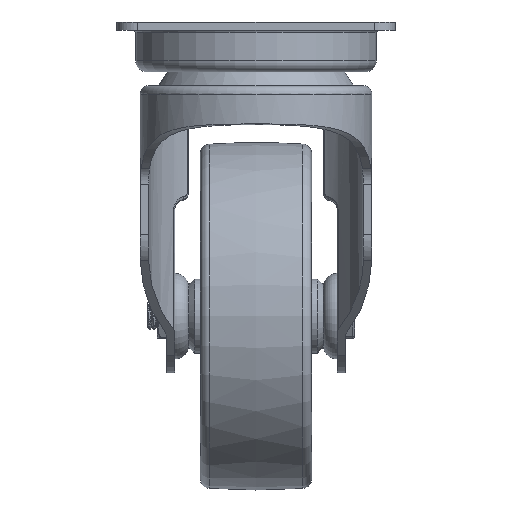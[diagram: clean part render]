
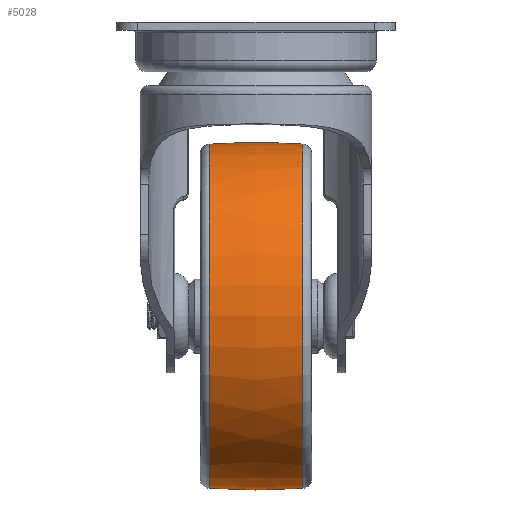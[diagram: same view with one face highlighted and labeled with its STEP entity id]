
A CAD part, left-side view. The second image highlights one B-rep face of the part: STEP entity #5028.
In plain terms, the highlighted free-form (B-spline) face has degree [2, 2] with [3, 9] control points.
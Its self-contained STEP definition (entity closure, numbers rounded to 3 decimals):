
#19=(
BOUNDED_SURFACE()
B_SPLINE_SURFACE(2,2,((#11619,#11620,#11621,#11622,#11623,#11624,#11625,
#11626,#11627),(#11628,#11629,#11630,#11631,#11632,#11633,#11634,#11635,
#11636),(#11637,#11638,#11639,#11640,#11641,#11642,#11643,#11644,#11645)),
 .UNSPECIFIED.,.F.,.T.,.F.)
B_SPLINE_SURFACE_WITH_KNOTS((3,3),(3,2,2,2,3),(-0.071,0.07),
(-3.142,-1.571,0.,1.571,3.142),
 .UNSPECIFIED.)
GEOMETRIC_REPRESENTATION_ITEM()
RATIONAL_B_SPLINE_SURFACE(((1.,0.707,1.,0.707,1.,
0.707,1.,0.707,1.),(0.998,0.705,
0.998,0.705,0.998,0.705,
0.998,0.705,0.998),(1.,0.707,
1.,0.707,1.,0.707,1.,0.707,1.)))
REPRESENTATION_ITEM('')
SURFACE()
);
#677=FACE_OUTER_BOUND('',#1026,.T.);
#1026=EDGE_LOOP('',(#3943,#3944,#3945,#3946));
#1823=CIRCLE('',#5604,37.151);
#1824=CIRCLE('',#5605,144.234);
#1825=CIRCLE('',#5606,37.135);
#2220=VERTEX_POINT('',#11616);
#2221=VERTEX_POINT('',#11646);
#2829=EDGE_CURVE('',#2220,#2220,#1823,.T.);
#2830=EDGE_CURVE('',#2220,#2221,#1824,.T.);
#2831=EDGE_CURVE('',#2221,#2221,#1825,.T.);
#3943=ORIENTED_EDGE('',*,*,#2829,.F.);
#3944=ORIENTED_EDGE('',*,*,#2830,.T.);
#3945=ORIENTED_EDGE('',*,*,#2831,.T.);
#3946=ORIENTED_EDGE('',*,*,#2830,.F.);
#5028=ADVANCED_FACE('',(#677),#19,.F.);
#5604=AXIS2_PLACEMENT_3D('',#11618,#6730,#6731);
#5605=AXIS2_PLACEMENT_3D('',#11647,#6732,#6733);
#5606=AXIS2_PLACEMENT_3D('',#11648,#6734,#6735);
#6730=DIRECTION('center_axis',(0.,-1.,0.));
#6731=DIRECTION('ref_axis',(0.,0.,1.));
#6732=DIRECTION('center_axis',(-1.,0.,0.));
#6733=DIRECTION('ref_axis',(0.,0.,1.));
#6734=DIRECTION('center_axis',(0.,-1.,0.));
#6735=DIRECTION('ref_axis',(0.,0.,1.));
#11616=CARTESIAN_POINT('',(0.,-10.139,37.151));
#11618=CARTESIAN_POINT('Origin',(0.,-10.139,0.));
#11619=CARTESIAN_POINT('Ctrl Pts',(0.,10.142,37.135));
#11620=CARTESIAN_POINT('Ctrl Pts',(-37.135,10.142,37.135));
#11621=CARTESIAN_POINT('Ctrl Pts',(-37.135,10.142,0.));
#11622=CARTESIAN_POINT('Ctrl Pts',(-37.135,10.142,-37.135));
#11623=CARTESIAN_POINT('Ctrl Pts',(0.,10.142,-37.135));
#11624=CARTESIAN_POINT('Ctrl Pts',(37.135,10.142,-37.135));
#11625=CARTESIAN_POINT('Ctrl Pts',(37.135,10.142,0.));
#11626=CARTESIAN_POINT('Ctrl Pts',(37.135,10.142,37.135));
#11627=CARTESIAN_POINT('Ctrl Pts',(0.,10.142,37.135));
#11628=CARTESIAN_POINT('Ctrl Pts',(0.,0.002,37.858));
#11629=CARTESIAN_POINT('Ctrl Pts',(-37.858,0.002,
37.858));
#11630=CARTESIAN_POINT('Ctrl Pts',(-37.858,0.002,
0.));
#11631=CARTESIAN_POINT('Ctrl Pts',(-37.858,0.002,
-37.858));
#11632=CARTESIAN_POINT('Ctrl Pts',(0.,0.002,-37.858));
#11633=CARTESIAN_POINT('Ctrl Pts',(37.858,0.002,
-37.858));
#11634=CARTESIAN_POINT('Ctrl Pts',(37.858,0.002,
0.));
#11635=CARTESIAN_POINT('Ctrl Pts',(37.858,0.002,
37.858));
#11636=CARTESIAN_POINT('Ctrl Pts',(0.,0.002,37.858));
#11637=CARTESIAN_POINT('Ctrl Pts',(0.,-10.139,37.151));
#11638=CARTESIAN_POINT('Ctrl Pts',(-37.151,-10.139,
37.151));
#11639=CARTESIAN_POINT('Ctrl Pts',(-37.151,-10.139,
0.));
#11640=CARTESIAN_POINT('Ctrl Pts',(-37.151,-10.139,
-37.151));
#11641=CARTESIAN_POINT('Ctrl Pts',(0.,-10.139,-37.151));
#11642=CARTESIAN_POINT('Ctrl Pts',(37.151,-10.139,-37.151));
#11643=CARTESIAN_POINT('Ctrl Pts',(37.151,-10.139,0.));
#11644=CARTESIAN_POINT('Ctrl Pts',(37.151,-10.139,37.151));
#11645=CARTESIAN_POINT('Ctrl Pts',(0.,-10.139,37.151));
#11646=CARTESIAN_POINT('',(0.,10.142,37.135));
#11647=CARTESIAN_POINT('Origin',(0.,-0.109,
-106.734));
#11648=CARTESIAN_POINT('Origin',(0.,10.142,0.));
